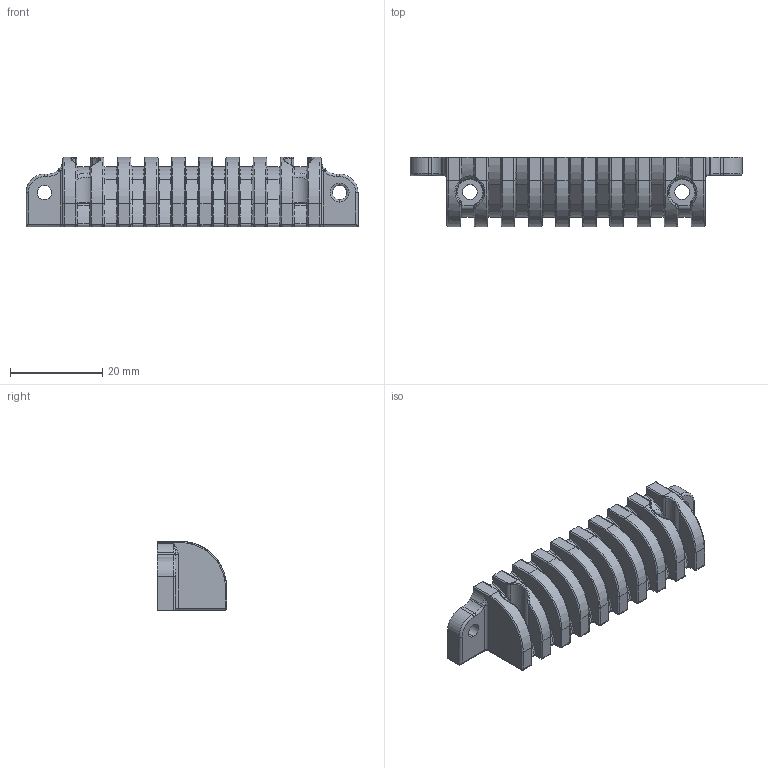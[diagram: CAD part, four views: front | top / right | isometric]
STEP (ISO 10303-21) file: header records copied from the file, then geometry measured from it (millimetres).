
FILE_DESCRIPTION (( 'STEP AP214' ), '1' );
FILE_NAME ('Dissipateur.STEP', '2018-07-20T08:49:59', ( '' ), ( '' ), 'SwSTEP 2.0', 'SolidWorks 2014', '' );
FILE_SCHEMA (( 'AUTOMOTIVE_DESIGN' ));
Length unit declared in the file: millimetre
Products named in the file (1): Dissipateur
Bounding box: 72 x 15 x 15 mm (x, y, z)
Volume: 8592.5 mm3; surface area: 5625.2 mm2
Topology: 1 solids, 1 shells, 423 faces, 1035 edges, 582 vertices
Faces by surface type: cylinder 186, torus 90, plane 75, bspline 70, sphere 2
Entity records: 13999 total; most frequent: CARTESIAN_POINT 4595, ORIENTED_EDGE 2006, DIRECTION 1991, EDGE_CURVE 1003, AXIS2_PLACEMENT_3D 798, VERTEX_POINT 582, CIRCLE 444, EDGE_LOOP 431
